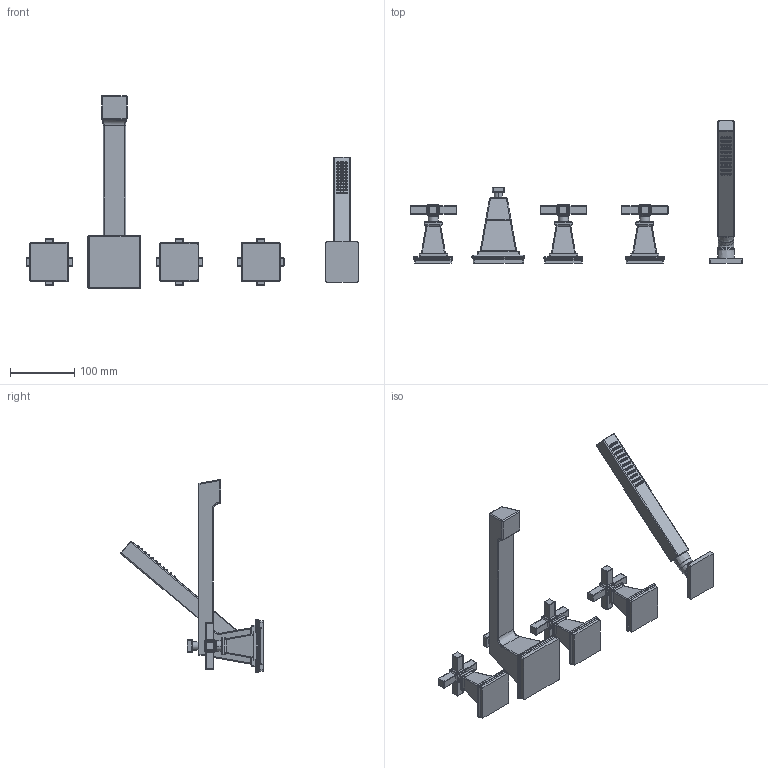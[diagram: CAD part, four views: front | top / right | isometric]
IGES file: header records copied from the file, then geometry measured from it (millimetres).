
Start section:  PTC IGES file: 3-3157.igs
Global section: file name: 3-3157.igs; native system: Creo Parametric by PTC Inc.; preprocessor: 2018400; author: jinson.thomas; organization: Unknown; date: 20210322.150704; units: inch
Bounding box: 518.73 x 222.8 x 301.32 mm (x, y, z)
Volume: 1002033.9 mm3; surface area: 166470.3 mm2
Topology: 5 solids, 6 shells, 1822 faces, 4006 edges, 2319 vertices
Faces by surface type: revolution 1078, bspline 744
